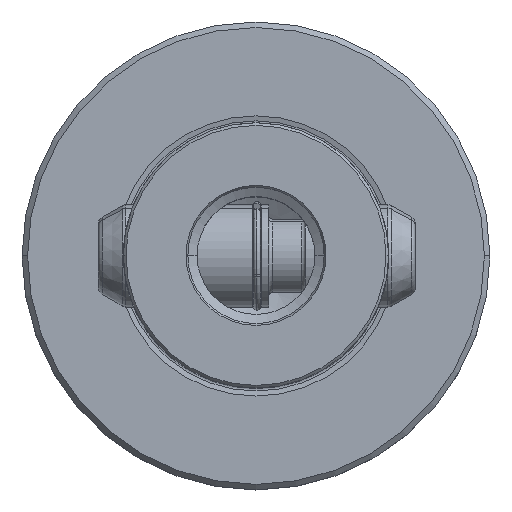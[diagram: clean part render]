
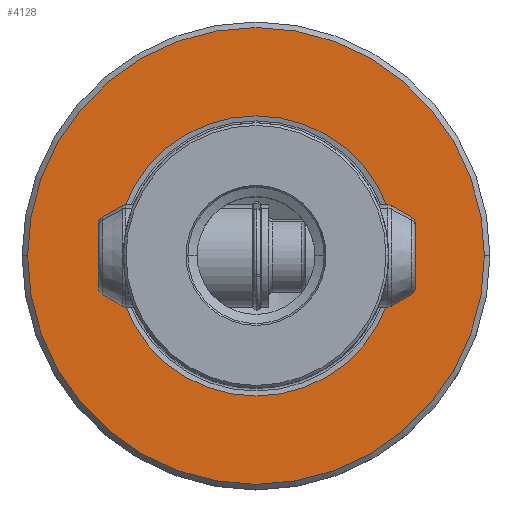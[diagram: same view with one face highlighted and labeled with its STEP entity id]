
A CAD part, top view. The second image highlights one B-rep face of the part: STEP entity #4128.
In plain terms, the highlighted planar face has unit normal (0, 0, 1).
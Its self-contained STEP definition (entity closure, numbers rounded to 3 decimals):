
#2352=VERTEX_POINT('NONE',#6110);
#2522=VERTEX_POINT('NONE',#6304);
#2662=VERTEX_POINT('NONE',#6449);
#2796=EDGE_CURVE('NONE',#2352,#2522,#6594,.T.);
#3814=VERTEX_POINT('NONE',#7728);
#4128=ADVANCED_FACE('NONE',(#8076,#8077),#8078,.T.);
#4394=EDGE_CURVE('NONE',#2662,#3814,#8370,.T.);
#5232=EDGE_CURVE('NONE',#3814,#2662,#9298,.F.);
#5498=EDGE_CURVE('NONE',#2522,#2352,#9593,.T.);
#6110=CARTESIAN_POINT('',(31.0,0.,0.0));
#6304=CARTESIAN_POINT('',(-31.0,0.,0.0));
#6449=CARTESIAN_POINT('',(19.012,0.,0.0));
#6594=CIRCLE('',#28269,31.0);
#7728=CARTESIAN_POINT('',(-19.012,0.,0.0));
#8076=FACE_OUTER_BOUND('',#42765,.T.);
#8077=FACE_BOUND('',#42766,.T.);
#8078=PLANE('',#42767);
#8370=CIRCLE('',#45506,19.012);
#9298=CIRCLE('',#59497,19.012);
#9593=CIRCLE('',#61443,31.0);
#28269=AXIS2_PLACEMENT_3D('',#63161,#63162,#63163);
#42765=EDGE_LOOP('',(#64926,#64927));
#42766=EDGE_LOOP('',(#64928,#64929));
#42767=AXIS2_PLACEMENT_3D('',#64930,#64931,#64932);
#45506=AXIS2_PLACEMENT_3D('',#65224,#65225,#65226);
#59497=AXIS2_PLACEMENT_3D('',#66299,#66300,#66301);
#61443=AXIS2_PLACEMENT_3D('',#66655,#66656,#66657);
#63161=CARTESIAN_POINT('',(0.0,0.0,0.0));
#63162=DIRECTION('',(0.0,0.0,-1.0));
#63163=DIRECTION('',(-1.0,0.,0.0));
#64926=ORIENTED_EDGE('',*,*,#5498,.F.);
#64927=ORIENTED_EDGE('',*,*,#2796,.F.);
#64928=ORIENTED_EDGE('',*,*,#4394,.F.);
#64929=ORIENTED_EDGE('',*,*,#5232,.F.);
#64930=CARTESIAN_POINT('',(-18.0,0.0,0.0));
#64931=DIRECTION('',(-0.0,0.0,1.0));
#64932=DIRECTION('',(0.0,1.0,0.0));
#65224=CARTESIAN_POINT('',(0.0,0.0,0.0));
#65225=DIRECTION('',(-0.0,0.0,1.0));
#65226=DIRECTION('',(1.0,0.,0.0));
#66299=CARTESIAN_POINT('',(0.0,0.0,0.0));
#66300=DIRECTION('',(0.0,0.0,-1.0));
#66301=DIRECTION('',(1.0,0.,0.0));
#66655=CARTESIAN_POINT('',(0.0,0.0,0.0));
#66656=DIRECTION('',(0.0,0.0,-1.0));
#66657=DIRECTION('',(-1.0,0.,0.0));
